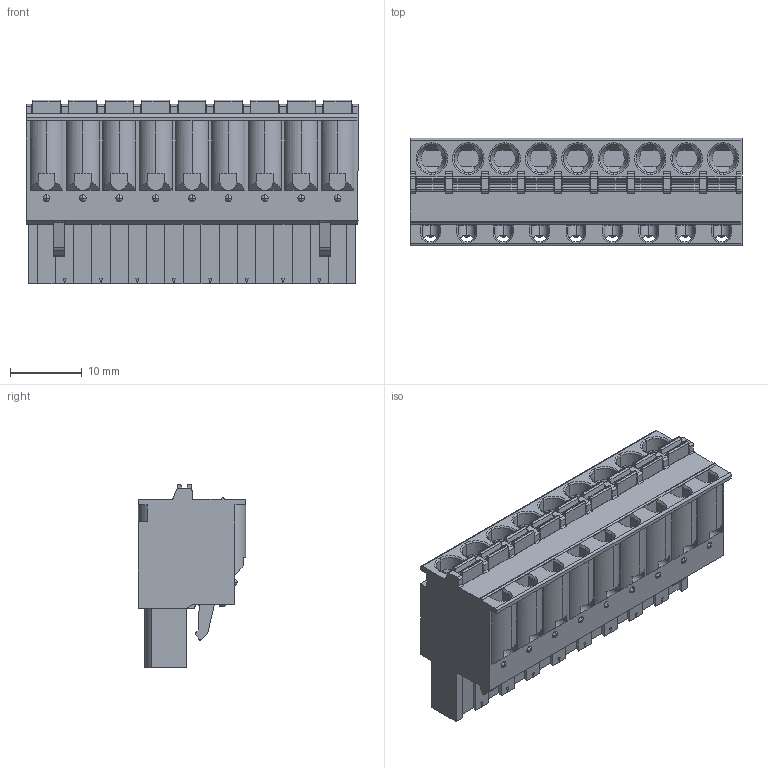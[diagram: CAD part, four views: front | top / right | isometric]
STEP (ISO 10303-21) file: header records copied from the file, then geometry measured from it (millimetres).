
FILE_DESCRIPTION(/* description */ ('Alibre Inc.'),/* implementation_level */ '2;1');
FILE_NAME(/* name */ 'export-A489B5FC-0B7E-4F89-970F-239743DF6083',/* time_stamp */ '2019-01-18T14:32:00+01:00',/* author */ (''),/* organization */ (''),/* preprocessor_version */ 'ST-DEVELOPER v17',/* originating_system */ 'Alibre',/* authorisation */ '');
FILE_SCHEMA (('AUTOMOTIVE_DESIGN'));
Length unit declared in the file: millimetre
Bounding box: 46.34 x 15 x 25.6 mm (x, y, z)
Volume: 10976.9 mm3; surface area: 5933.4 mm2
Topology: 1 solids, 1 shells, 924 faces, 2381 edges, 1518 vertices
Faces by surface type: plane 513, cylinder 313, sphere 44, cone 36, torus 18
Entity records: 26354 total; most frequent: ORIENTED_EDGE 4762, CARTESIAN_POINT 4375, DIRECTION 3717, EDGE_CURVE 2381, VERTEX_POINT 1518, VECTOR 1497, LINE 1497, AXIS2_PLACEMENT_3D 1360
